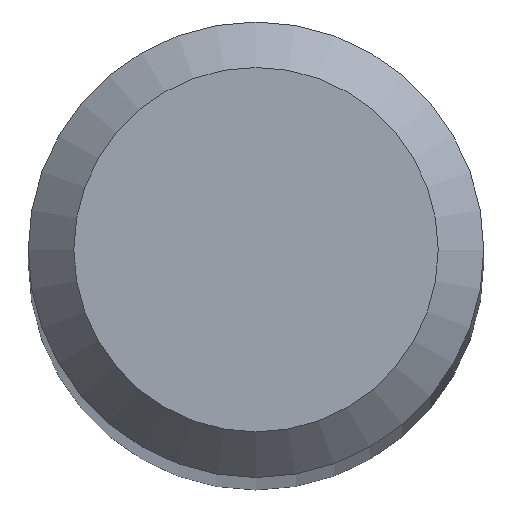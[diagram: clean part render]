
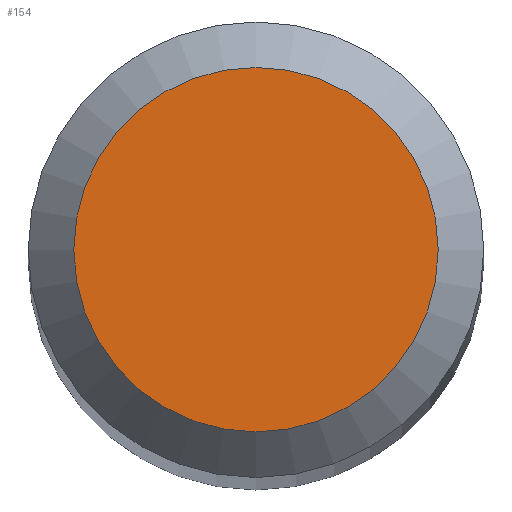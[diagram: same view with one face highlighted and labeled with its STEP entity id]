
A CAD part, top view. The second image highlights one B-rep face of the part: STEP entity #154.
In plain terms, the highlighted planar face has unit normal (0, 0, 1).
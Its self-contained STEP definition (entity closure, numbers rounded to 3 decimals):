
#21 = CARTESIAN_POINT ( 'NONE',  ( 0., 0.6, 30. ) ) ;
#75 = FACE_OUTER_BOUND ( 'NONE', #136, .T. ) ;
#124 = PLANE ( 'NONE',  #295 ) ;
#136 = EDGE_LOOP ( 'NONE', ( #259 ) ) ;
#151 = DIRECTION ( 'NONE',  ( 0., 1., 0. ) ) ;
#154 = ADVANCED_FACE ( 'NONE', ( #75 ), #124, .F. ) ;
#162 = AXIS2_PLACEMENT_3D ( 'NONE', #297, #197, #273 ) ;
#190 = DIRECTION ( 'NONE',  ( 0., 0., -1. ) ) ;
#197 = DIRECTION ( 'NONE',  ( 0., 0., -1. ) ) ;
#216 = EDGE_CURVE ( 'NONE', #267, #267, #280, .T. ) ;
#220 = CARTESIAN_POINT ( 'NONE',  ( 0., 0., 30. ) ) ;
#259 = ORIENTED_EDGE ( 'NONE', *, *, #216, .F. ) ;
#267 = VERTEX_POINT ( 'NONE', #21 ) ;
#273 = DIRECTION ( 'NONE',  ( 0., 1., 0. ) ) ;
#280 = CIRCLE ( 'NONE', #162, 0.6 ) ;
#295 = AXIS2_PLACEMENT_3D ( 'NONE', #220, #190, #151 ) ;
#297 = CARTESIAN_POINT ( 'NONE',  ( 0., 0., 30. ) ) ;
